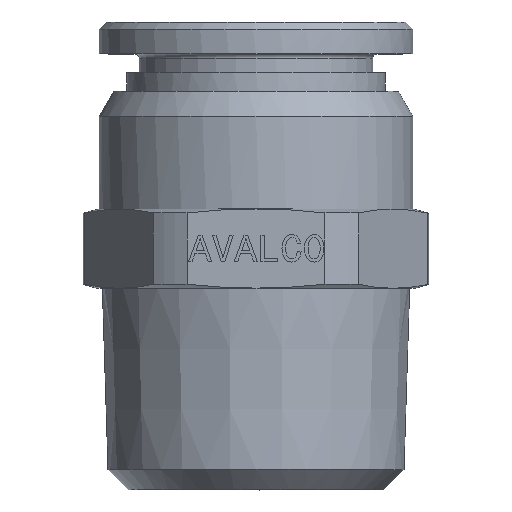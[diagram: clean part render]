
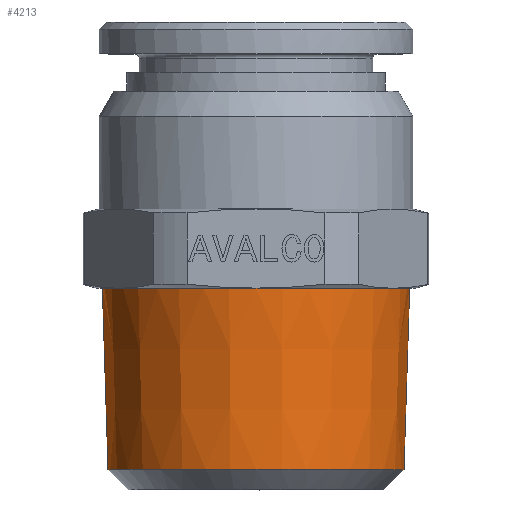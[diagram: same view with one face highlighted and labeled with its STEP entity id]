
A CAD part, top view. The second image highlights one B-rep face of the part: STEP entity #4213.
In plain terms, the highlighted conical face has half-angle 1.78 degrees and reference radius 10.485 mm.
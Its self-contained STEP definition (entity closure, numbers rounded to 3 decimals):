
#2851=CARTESIAN_POINT('Axis2P3D Location',(0.,-12.6,0.)) ;
#2855=CARTESIAN_POINT('Vertex',(-10.289,-12.6,0.)) ;
#2857=CARTESIAN_POINT('Vertex',(10.289,-12.6,0.)) ;
#4183=CARTESIAN_POINT('Axis2P3D Location',(0.,-6.3,0.)) ;
#4188=CARTESIAN_POINT('Axis2P3D Location',(0.,0.,0.)) ;
#4192=CARTESIAN_POINT('Vertex',(10.68,0.,0.)) ;
#4194=CARTESIAN_POINT('Vertex',(-10.68,0.,0.)) ;
#4197=CARTESIAN_POINT('Line Origine',(-15536.174,499583.746,0.)) ;
#4202=CARTESIAN_POINT('Line Origine',(15536.174,499583.746,0.)) ;
#2852=DIRECTION('Axis2P3D Direction',(-0.,1.,0.)) ;
#4184=DIRECTION('Axis2P3D Direction',(0.,1.,0.)) ;
#4185=DIRECTION('Axis2P3D XDirection',(-1.,0.,0.)) ;
#4189=DIRECTION('Axis2P3D Direction',(-0.,1.,0.)) ;
#4198=DIRECTION('Vector Direction',(-0.031,1.,0.)) ;
#4203=DIRECTION('Vector Direction',(0.031,1.,0.)) ;
#2853=AXIS2_PLACEMENT_3D('Circle Axis2P3D',#2851,#2852,$) ;
#4186=AXIS2_PLACEMENT_3D('Cone Axis2P3D',#4183,#4184,#4185) ;
#4190=AXIS2_PLACEMENT_3D('Circle Axis2P3D',#4188,#4189,$) ;
#4208=ORIENTED_EDGE('',*,*,#4196,.T.) ;
#4209=ORIENTED_EDGE('',*,*,#4201,.F.) ;
#4210=ORIENTED_EDGE('',*,*,#2859,.T.) ;
#4211=ORIENTED_EDGE('',*,*,#4206,.T.) ;
#4199=VECTOR('Line Direction',#4198,1.) ;
#4204=VECTOR('Line Direction',#4203,1.) ;
#4213=ADVANCED_FACE('PN510B-14R12',(#4212),#4187,.T.) ;
#2854=CIRCLE('generated circle',#2853,10.289) ;
#4191=CIRCLE('generated circle',#4190,10.68) ;
#4187=CONICAL_SURFACE('Cone',#4186,10.484,0.031) ;
#2859=EDGE_CURVE('',#2856,#2858,#2854,.T.) ;
#4196=EDGE_CURVE('',#4193,#4195,#4191,.F.) ;
#4201=EDGE_CURVE('',#2856,#4195,#4200,.T.) ;
#4206=EDGE_CURVE('',#2858,#4193,#4205,.T.) ;
#4207=EDGE_LOOP('',(#4208,#4209,#4210,#4211)) ;
#4212=FACE_OUTER_BOUND('',#4207,.T.) ;
#4200=LINE('Line',#4197,#4199) ;
#4205=LINE('Line',#4202,#4204) ;
#2856=VERTEX_POINT('',#2855) ;
#2858=VERTEX_POINT('',#2857) ;
#4193=VERTEX_POINT('',#4192) ;
#4195=VERTEX_POINT('',#4194) ;
